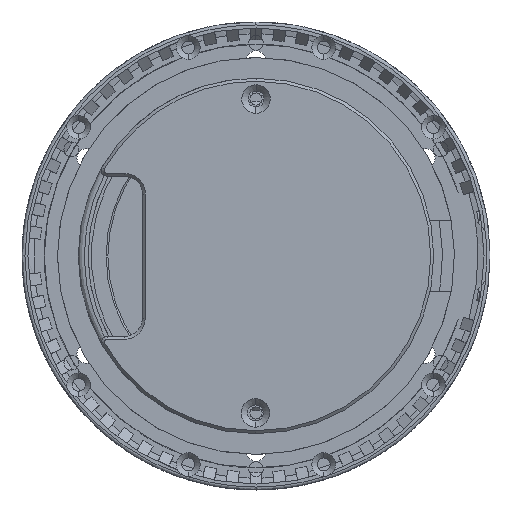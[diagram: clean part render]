
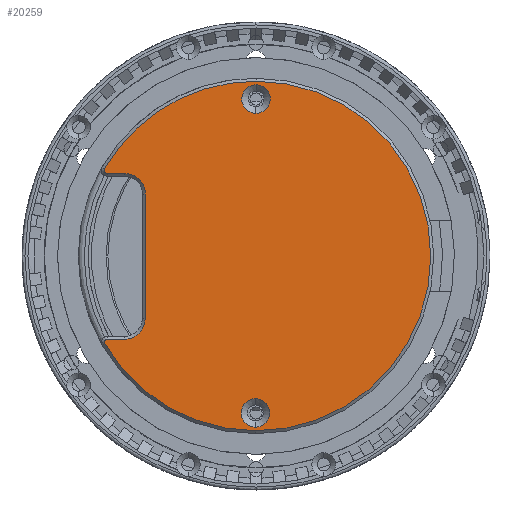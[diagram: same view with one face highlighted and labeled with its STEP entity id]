
A CAD part, left-side view. The second image highlights one B-rep face of the part: STEP entity #20259.
In plain terms, the highlighted planar face has unit normal (-1, 0, 0).
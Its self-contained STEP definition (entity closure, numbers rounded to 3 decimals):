
#104 = LINE ( 'NONE', #19356, #2030 ) ;
#182 = FACE_OUTER_BOUND ( 'NONE', #10604, .T. ) ;
#226 = EDGE_CURVE ( 'NONE', #13324, #15134, #3416, .T. ) ;
#349 = AXIS2_PLACEMENT_3D ( 'NONE', #11208, #7069, #18770 ) ;
#402 = EDGE_CURVE ( 'NONE', #15006, #18683, #22347, .T. ) ;
#548 = CARTESIAN_POINT ( 'NONE',  ( -31.5, 0.054, 0. ) ) ;
#622 = AXIS2_PLACEMENT_3D ( 'NONE', #11532, #14003, #21194 ) ;
#693 = DIRECTION ( 'NONE',  ( 0., -0.002, 1. ) ) ;
#836 = AXIS2_PLACEMENT_3D ( 'NONE', #548, #4465, #21543 ) ;
#945 = CARTESIAN_POINT ( 'NONE',  ( -31.5, 18.684, 0.038 ) ) ;
#1368 = CARTESIAN_POINT ( 'NONE',  ( -31.5, 0., 0.001 ) ) ;
#1465 = CARTESIAN_POINT ( 'NONE',  ( -31.5, 25.086, -14.549 ) ) ;
#1678 = CARTESIAN_POINT ( 'NONE',  ( -31.5, 0.108, -26.5 ) ) ;
#1839 = DIRECTION ( 'NONE',  ( 1., 0., 0. ) ) ;
#1902 = ORIENTED_EDGE ( 'NONE', *, *, #23581, .F. ) ;
#1928 = DIRECTION ( 'NONE',  ( 0., -0.002, 1. ) ) ;
#1965 = ORIENTED_EDGE ( 'NONE', *, *, #17635, .F. ) ;
#2030 = VECTOR ( 'NONE', #11543, 1000. ) ;
#2115 = EDGE_CURVE ( 'NONE', #20747, #15808, #11715, .T. ) ;
#2196 = PLANE ( 'NONE',  #836 ) ;
#2324 = FACE_BOUND ( 'NONE', #13105, .T. ) ;
#2492 = EDGE_LOOP ( 'NONE', ( #21277, #19232 ) ) ;
#2573 = CARTESIAN_POINT ( 'NONE',  ( -31.5, -0.06, 29.501 ) ) ;
#2757 = EDGE_CURVE ( 'NONE', #18683, #21886, #104, .T. ) ;
#2836 = CARTESIAN_POINT ( 'NONE',  ( -31.5, 0., 26.5 ) ) ;
#2853 = DIRECTION ( 'NONE',  ( 0., -0.002, 1. ) ) ;
#2926 = CARTESIAN_POINT ( 'NONE',  ( -31.5, 0.113, -28.9 ) ) ;
#3168 = DIRECTION ( 'NONE',  ( 0., -0.002, 1. ) ) ;
#3195 = CIRCLE ( 'NONE', #349, 29.5 ) ;
#3210 = CARTESIAN_POINT ( 'NONE',  ( -31.5, 0.103, -24.1 ) ) ;
#3416 = CIRCLE ( 'NONE', #23860, 29.5 ) ;
#3597 = CARTESIAN_POINT ( 'NONE',  ( -31.5, 0.06, -29.499 ) ) ;
#4324 = CARTESIAN_POINT ( 'NONE',  ( -31.5, 22.212, -14.055 ) ) ;
#4465 = DIRECTION ( 'NONE',  ( 1., 0., 0. ) ) ;
#4587 = DIRECTION ( 'NONE',  ( -1., 0., 0. ) ) ;
#4693 = CARTESIAN_POINT ( 'NONE',  ( -31.5, 25.085, -14.049 ) ) ;
#4960 = VERTEX_POINT ( 'NONE', #3210 ) ;
#5335 = DIRECTION ( 'NONE',  ( 0., -0.002, 1. ) ) ;
#5519 = AXIS2_PLACEMENT_3D ( 'NONE', #2836, #4587, #693 ) ;
#5804 = AXIS2_PLACEMENT_3D ( 'NONE', #6751, #22471, #22351 ) ;
#6227 = CARTESIAN_POINT ( 'NONE',  ( -31.5, 25.518, -14.8 ) ) ;
#6462 = AXIS2_PLACEMENT_3D ( 'NONE', #10558, #16864, #3168 ) ;
#6533 = ORIENTED_EDGE ( 'NONE', *, *, #226, .F. ) ;
#6751 = CARTESIAN_POINT ( 'NONE',  ( -31.5, 0., 0.001 ) ) ;
#7069 = DIRECTION ( 'NONE',  ( 1., 0., 0. ) ) ;
#7278 = CARTESIAN_POINT ( 'NONE',  ( -31.5, 22.155, 13.945 ) ) ;
#7421 = CARTESIAN_POINT ( 'NONE',  ( -31.5, 25.143, 14.451 ) ) ;
#7781 = DIRECTION ( 'NONE',  ( 1., 0., 0. ) ) ;
#7818 = EDGE_CURVE ( 'NONE', #4960, #21871, #14930, .T. ) ;
#9082 = CARTESIAN_POINT ( 'NONE',  ( -31.5, 22.162, 10.445 ) ) ;
#9802 = VECTOR ( 'NONE', #2853, 1000. ) ;
#9847 = EDGE_CURVE ( 'NONE', #16610, #19971, #13507, .T. ) ;
#10270 = DIRECTION ( 'NONE',  ( 0., 0.002, -1. ) ) ;
#10517 = CIRCLE ( 'NONE', #20564, 0.5 ) ;
#10558 = CARTESIAN_POINT ( 'NONE',  ( -31.5, 0., 26.5 ) ) ;
#10604 = EDGE_LOOP ( 'NONE', ( #1902, #6533, #20049, #10809, #13426, #16796, #12001, #21854, #22126, #11610, #13795 ) ) ;
#10809 = ORIENTED_EDGE ( 'NONE', *, *, #21975, .F. ) ;
#11208 = CARTESIAN_POINT ( 'NONE',  ( -31.5, 0., 0.001 ) ) ;
#11388 = VECTOR ( 'NONE', #11839, 1000. ) ;
#11473 = CIRCLE ( 'NONE', #622, 2.4 ) ;
#11532 = CARTESIAN_POINT ( 'NONE',  ( -31.5, 0.108, -26.5 ) ) ;
#11543 = DIRECTION ( 'NONE',  ( 0., -1., -0.002 ) ) ;
#11610 = ORIENTED_EDGE ( 'NONE', *, *, #2757, .F. ) ;
#11664 = EDGE_CURVE ( 'NONE', #16228, #20747, #11879, .T. ) ;
#11715 = LINE ( 'NONE', #17510, #11388 ) ;
#11839 = DIRECTION ( 'NONE',  ( 0., 1., 0.002 ) ) ;
#11879 = CIRCLE ( 'NONE', #24300, 3.5 ) ;
#11967 = VERTEX_POINT ( 'NONE', #17822 ) ;
#12001 = ORIENTED_EDGE ( 'NONE', *, *, #11664, .F. ) ;
#13059 = CIRCLE ( 'NONE', #5804, 29.5 ) ;
#13097 = DIRECTION ( 'NONE',  ( 0., 0.002, -1. ) ) ;
#13105 = EDGE_LOOP ( 'NONE', ( #14149, #1965 ) ) ;
#13324 = VERTEX_POINT ( 'NONE', #3597 ) ;
#13426 = ORIENTED_EDGE ( 'NONE', *, *, #13671, .F. ) ;
#13507 = CIRCLE ( 'NONE', #5519, 2.4 ) ;
#13671 = EDGE_CURVE ( 'NONE', #15808, #11967, #10517, .T. ) ;
#13795 = ORIENTED_EDGE ( 'NONE', *, *, #402, .F. ) ;
#14003 = DIRECTION ( 'NONE',  ( -1., 0., 0. ) ) ;
#14149 = ORIENTED_EDGE ( 'NONE', *, *, #7818, .F. ) ;
#14782 = LINE ( 'NONE', #945, #9802 ) ;
#14794 = DIRECTION ( 'NONE',  ( 0., 1., 0.002 ) ) ;
#14930 = CIRCLE ( 'NONE', #16130, 2.4 ) ;
#15006 = VERTEX_POINT ( 'NONE', #16563 ) ;
#15046 = CARTESIAN_POINT ( 'NONE',  ( -31.5, 18.662, 10.438 ) ) ;
#15048 = EDGE_CURVE ( 'NONE', #21582, #13324, #13059, .T. ) ;
#15134 = VERTEX_POINT ( 'NONE', #6227 ) ;
#15147 = CARTESIAN_POINT ( 'NONE',  ( -31.5, -0.005, 28.9 ) ) ;
#15808 = VERTEX_POINT ( 'NONE', #23800 ) ;
#15821 = CARTESIAN_POINT ( 'NONE',  ( -31.5, 22.205, -10.555 ) ) ;
#16130 = AXIS2_PLACEMENT_3D ( 'NONE', #1678, #17037, #1928 ) ;
#16228 = VERTEX_POINT ( 'NONE', #15046 ) ;
#16468 = EDGE_CURVE ( 'NONE', #20918, #16228, #14782, .T. ) ;
#16563 = CARTESIAN_POINT ( 'NONE',  ( -31.5, 25.586, -14.548 ) ) ;
#16610 = VERTEX_POINT ( 'NONE', #15147 ) ;
#16722 = DIRECTION ( 'NONE',  ( 1., 0., 0. ) ) ;
#16796 = ORIENTED_EDGE ( 'NONE', *, *, #2115, .F. ) ;
#16864 = DIRECTION ( 'NONE',  ( -1., 0., 0. ) ) ;
#16939 = CIRCLE ( 'NONE', #6462, 2.4 ) ;
#17037 = DIRECTION ( 'NONE',  ( -1., 0., 0. ) ) ;
#17510 = CARTESIAN_POINT ( 'NONE',  ( -31.5, 0.026, 13.9 ) ) ;
#17527 = AXIS2_PLACEMENT_3D ( 'NONE', #1465, #20576, #18579 ) ;
#17635 = EDGE_CURVE ( 'NONE', #21871, #4960, #11473, .T. ) ;
#17822 = CARTESIAN_POINT ( 'NONE',  ( -31.5, 25.577, 14.7 ) ) ;
#18579 = DIRECTION ( 'NONE',  ( 0., 1., 0.002 ) ) ;
#18683 = VERTEX_POINT ( 'NONE', #4693 ) ;
#18770 = DIRECTION ( 'NONE',  ( 0., 0.002, -1. ) ) ;
#18983 = EDGE_CURVE ( 'NONE', #19971, #16610, #16939, .T. ) ;
#19084 = CARTESIAN_POINT ( 'NONE',  ( -31.5, 25.086, -14.549 ) ) ;
#19232 = ORIENTED_EDGE ( 'NONE', *, *, #18983, .F. ) ;
#19356 = CARTESIAN_POINT ( 'NONE',  ( -31.5, 0.083, -14.1 ) ) ;
#19617 = DIRECTION ( 'NONE',  ( 0., -0.002, 1. ) ) ;
#19971 = VERTEX_POINT ( 'NONE', #24496 ) ;
#20049 = ORIENTED_EDGE ( 'NONE', *, *, #15048, .F. ) ;
#20190 = CIRCLE ( 'NONE', #24597, 0.5 ) ;
#20259 = ADVANCED_FACE ( 'NONE', ( #2324, #23318, #182 ), #2196, .F. ) ;
#20564 = AXIS2_PLACEMENT_3D ( 'NONE', #7421, #7781, #13097 ) ;
#20576 = DIRECTION ( 'NONE',  ( 1., 0., 0. ) ) ;
#20747 = VERTEX_POINT ( 'NONE', #7278 ) ;
#20918 = VERTEX_POINT ( 'NONE', #22674 ) ;
#21194 = DIRECTION ( 'NONE',  ( 0., -0.002, 1. ) ) ;
#21277 = ORIENTED_EDGE ( 'NONE', *, *, #9847, .F. ) ;
#21356 = AXIS2_PLACEMENT_3D ( 'NONE', #15821, #21967, #19617 ) ;
#21543 = DIRECTION ( 'NONE',  ( 0., 0.002, -1. ) ) ;
#21582 = VERTEX_POINT ( 'NONE', #2573 ) ;
#21854 = ORIENTED_EDGE ( 'NONE', *, *, #16468, .F. ) ;
#21871 = VERTEX_POINT ( 'NONE', #2926 ) ;
#21886 = VERTEX_POINT ( 'NONE', #4324 ) ;
#21967 = DIRECTION ( 'NONE',  ( -1., 0., 0. ) ) ;
#21975 = EDGE_CURVE ( 'NONE', #11967, #21582, #3195, .T. ) ;
#22126 = ORIENTED_EDGE ( 'NONE', *, *, #23216, .F. ) ;
#22347 = CIRCLE ( 'NONE', #17527, 0.5 ) ;
#22351 = DIRECTION ( 'NONE',  ( 0., 0.002, -1. ) ) ;
#22471 = DIRECTION ( 'NONE',  ( 1., 0., 0. ) ) ;
#22573 = CIRCLE ( 'NONE', #21356, 3.5 ) ;
#22674 = CARTESIAN_POINT ( 'NONE',  ( -31.5, 18.705, -10.562 ) ) ;
#23216 = EDGE_CURVE ( 'NONE', #21886, #20918, #22573, .T. ) ;
#23318 = FACE_BOUND ( 'NONE', #2492, .T. ) ;
#23581 = EDGE_CURVE ( 'NONE', #15134, #15006, #20190, .T. ) ;
#23800 = CARTESIAN_POINT ( 'NONE',  ( -31.5, 25.144, 13.951 ) ) ;
#23860 = AXIS2_PLACEMENT_3D ( 'NONE', #1368, #16722, #10270 ) ;
#24300 = AXIS2_PLACEMENT_3D ( 'NONE', #9082, #24433, #5335 ) ;
#24433 = DIRECTION ( 'NONE',  ( -1., 0., 0. ) ) ;
#24496 = CARTESIAN_POINT ( 'NONE',  ( -31.5, 0.005, 24.1 ) ) ;
#24597 = AXIS2_PLACEMENT_3D ( 'NONE', #19084, #1839, #14794 ) ;
